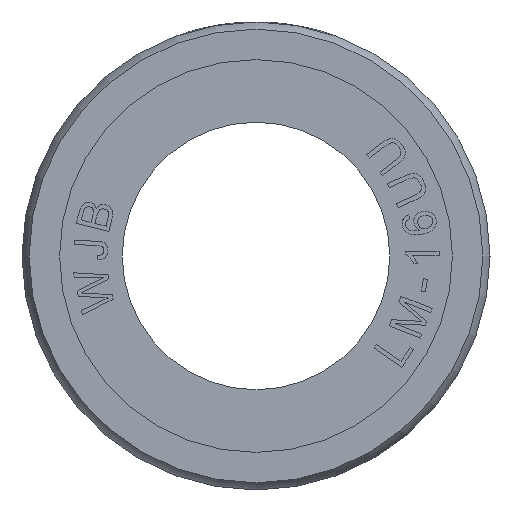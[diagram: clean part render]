
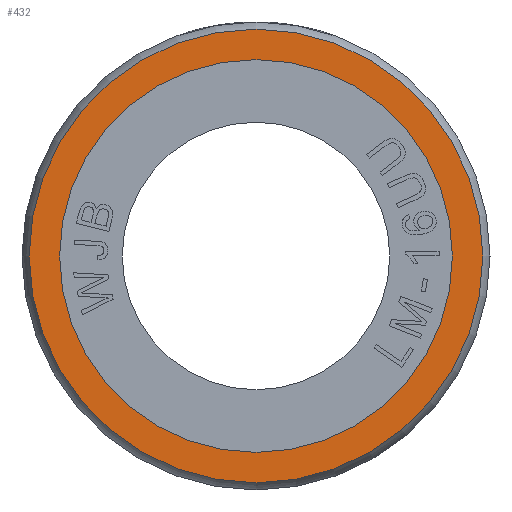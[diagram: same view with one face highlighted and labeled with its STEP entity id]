
A CAD part, left-side view. The second image highlights one B-rep face of the part: STEP entity #432.
In plain terms, the highlighted planar face has unit normal (-1, 0, 0).
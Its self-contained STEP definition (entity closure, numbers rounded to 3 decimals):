
#432=ADVANCED_FACE('',(#983,#984),#711,.T.);
#711=PLANE('',#5166);
#906=CIRCLE('',#5163,13.57);
#907=CIRCLE('',#5165,11.75);
#983=FACE_BOUND('',#1064,.T.);
#984=FACE_BOUND('',#1065,.T.);
#1064=EDGE_LOOP('',(#1942));
#1065=EDGE_LOOP('',(#1943));
#1942=ORIENTED_EDGE('',*,*,#3810,.T.);
#1943=ORIENTED_EDGE('',*,*,#3811,.F.);
#3336=VERTEX_POINT('',#7683);
#3337=VERTEX_POINT('',#7686);
#3810=EDGE_CURVE('',#3336,#3336,#906,.T.);
#3811=EDGE_CURVE('',#3337,#3337,#907,.T.);
#5163=AXIS2_PLACEMENT_3D('',#7682,#5581,#5582);
#5165=AXIS2_PLACEMENT_3D('',#7685,#5585,#5586);
#5166=AXIS2_PLACEMENT_3D('',#7687,#5587,#5588);
#5581=DIRECTION('',(-1.,0.,0.));
#5582=DIRECTION('',(0.,0.,1.));
#5585=DIRECTION('',(-1.,0.,0.));
#5586=DIRECTION('',(0.,0.,1.));
#5587=DIRECTION('',(-1.,0.,0.));
#5588=DIRECTION('',(0.,0.,1.));
#7682=CARTESIAN_POINT('',(0.,0.,0.));
#7683=CARTESIAN_POINT('',(0.,0.,13.57));
#7685=CARTESIAN_POINT('',(0.,0.,0.));
#7686=CARTESIAN_POINT('',(0.,0.,11.75));
#7687=CARTESIAN_POINT('',(0.,0.,12.66));
